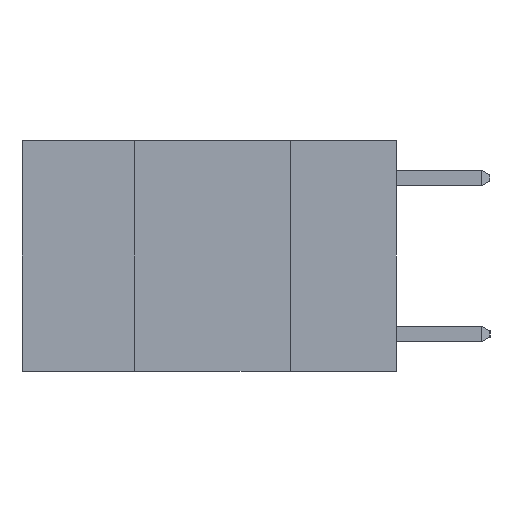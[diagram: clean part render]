
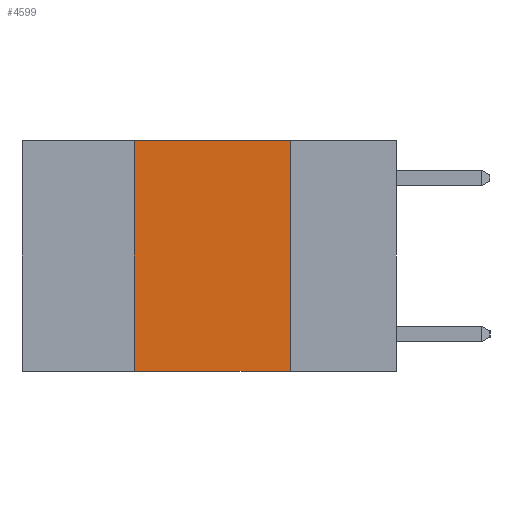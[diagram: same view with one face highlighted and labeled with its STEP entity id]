
A CAD part, left-side view. The second image highlights one B-rep face of the part: STEP entity #4599.
In plain terms, the highlighted planar face has unit normal (-1, 0, 0).
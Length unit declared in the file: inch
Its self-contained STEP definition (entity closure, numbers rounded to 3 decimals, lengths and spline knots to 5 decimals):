
#549 = VECTOR ( 'NONE', #7447, 39.37008 ) ;
#681 = VERTEX_POINT ( 'NONE', #6914 ) ;
#966 = CARTESIAN_POINT ( 'NONE',  ( 0., 0.42, 0. ) ) ;
#1426 = CARTESIAN_POINT ( 'NONE',  ( 0., 0.6, -0.37 ) ) ;
#1483 = CARTESIAN_POINT ( 'NONE',  ( 0., 0.17, 0. ) ) ;
#1610 = VECTOR ( 'NONE', #5253, 39.37008 ) ;
#1761 = CARTESIAN_POINT ( 'NONE',  ( 0., 0.6, 0. ) ) ;
#1942 = EDGE_CURVE ( 'NONE', #5311, #3187, #7855, .T. ) ;
#2328 = ORIENTED_EDGE ( 'NONE', *, *, #1942, .F. ) ;
#2332 = DIRECTION ( 'NONE',  ( 0., -1., 0. ) ) ;
#2483 = CARTESIAN_POINT ( 'NONE',  ( 0., 0.42, 0. ) ) ;
#2690 = DIRECTION ( 'NONE',  ( 1., 0., 0. ) ) ;
#3187 = VERTEX_POINT ( 'NONE', #6920 ) ;
#3583 = DIRECTION ( 'NONE',  ( 0., -1., 0. ) ) ;
#4315 = AXIS2_PLACEMENT_3D ( 'NONE', #1761, #2690, #9121 ) ;
#4444 = EDGE_CURVE ( 'NONE', #681, #10070, #11686, .T. ) ;
#4599 = ADVANCED_FACE ( 'NONE', ( #9658 ), #7267, .F. ) ;
#4778 = LINE ( 'NONE', #1426, #9418 ) ;
#5253 = DIRECTION ( 'NONE',  ( 0., 0., 1. ) ) ;
#5311 = VERTEX_POINT ( 'NONE', #7182 ) ;
#6385 = VECTOR ( 'NONE', #3583, 39.37008 ) ;
#6914 = CARTESIAN_POINT ( 'NONE',  ( 0., 0.42, -0.37 ) ) ;
#6920 = CARTESIAN_POINT ( 'NONE',  ( 0., 0.17, -0.37 ) ) ;
#7182 = CARTESIAN_POINT ( 'NONE',  ( 0., 0.17, 0. ) ) ;
#7267 = PLANE ( 'NONE',  #4315 ) ;
#7447 = DIRECTION ( 'NONE',  ( 0., 0., -1. ) ) ;
#7855 = LINE ( 'NONE', #1483, #549 ) ;
#7952 = ORIENTED_EDGE ( 'NONE', *, *, #8847, .F. ) ;
#8534 = ORIENTED_EDGE ( 'NONE', *, *, #4444, .F. ) ;
#8847 = EDGE_CURVE ( 'NONE', #10070, #5311, #8854, .T. ) ;
#8854 = LINE ( 'NONE', #10063, #6385 ) ;
#9121 = DIRECTION ( 'NONE',  ( 0., 0., -1. ) ) ;
#9418 = VECTOR ( 'NONE', #2332, 39.37008 ) ;
#9658 = FACE_OUTER_BOUND ( 'NONE', #11274, .T. ) ;
#10063 = CARTESIAN_POINT ( 'NONE',  ( 0., 0.6, 0. ) ) ;
#10070 = VERTEX_POINT ( 'NONE', #966 ) ;
#10392 = EDGE_CURVE ( 'NONE', #681, #3187, #4778, .T. ) ;
#11270 = ORIENTED_EDGE ( 'NONE', *, *, #10392, .T. ) ;
#11274 = EDGE_LOOP ( 'NONE', ( #2328, #7952, #8534, #11270 ) ) ;
#11686 = LINE ( 'NONE', #2483, #1610 ) ;
